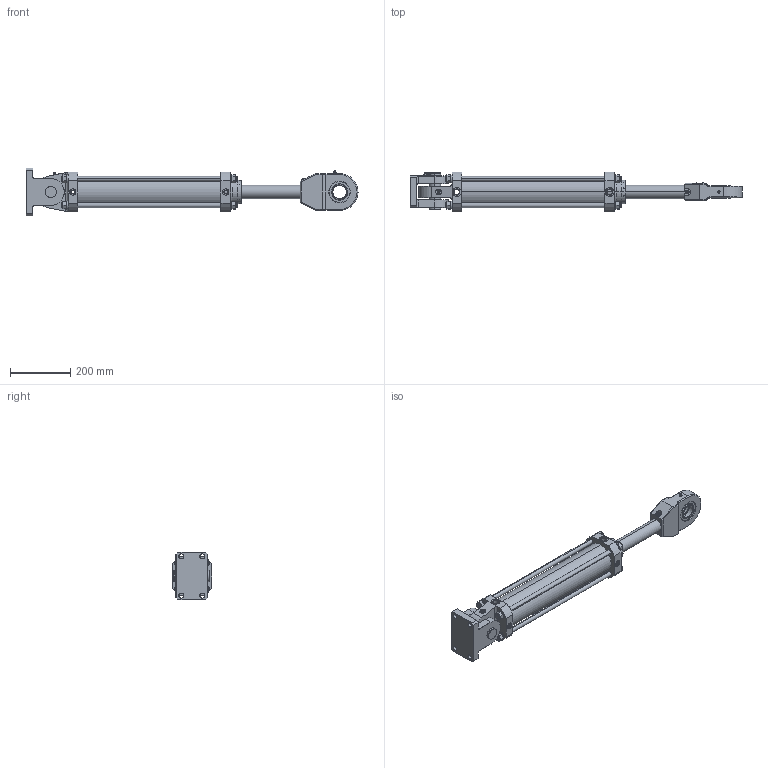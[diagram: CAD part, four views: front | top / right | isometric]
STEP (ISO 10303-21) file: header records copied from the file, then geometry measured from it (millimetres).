
FILE_DESCRIPTION (( 'STEP AP214' ), '1' );
FILE_NAME ('7800-0008_revC.STEP', '2019-08-23T17:57:43', ( '' ), ( '' ), 'SwSTEP 2.0', 'SolidWorks 2019', '' );
FILE_SCHEMA (( 'AUTOMOTIVE_DESIGN' ));
Length unit declared in the file: inch
Products named in the file (1): 7800-0008_revC
Bounding box: 1103.33 x 131.98 x 158.75 mm (x, y, z)
Surface area: 662575.5 mm2 (no closed solid volume)
Topology: 0 solids, 84 shells, 761 faces, 2415 edges, 1692 vertices
Faces by surface type: plane 314, cylinder 195, cone 144, torus 71, bspline 29, sphere 8
Entity records: 42675 total; most frequent: CARTESIAN_POINT 12576, DIRECTION 4089, ORIENTED_EDGE 3715, EDGE_CURVE 2403, VERTEX_POINT 1692, AXIS2_PLACEMENT_3D 1541, LINE 1007, VECTOR 1007
